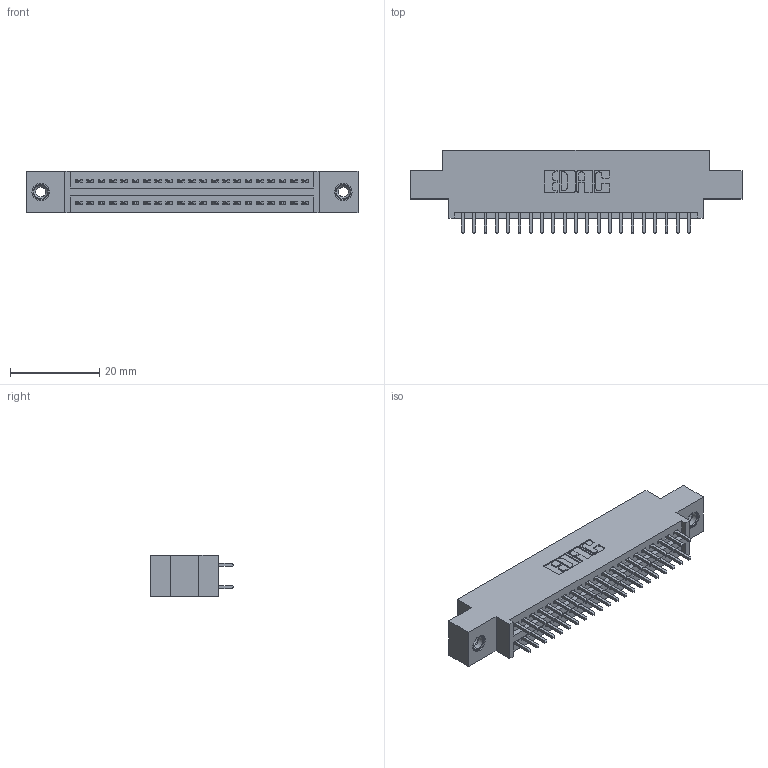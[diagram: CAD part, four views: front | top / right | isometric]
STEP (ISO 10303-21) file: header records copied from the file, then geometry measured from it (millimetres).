
FILE_DESCRIPTION (( 'STEP AP203' ), '1' );
FILE_NAME ('395-042-521-808.STEP', '2018-11-15T08:19:22', ( '' ), ( '' ), 'SwSTEP 2.0', 'SolidWorks 2016', '' );
FILE_SCHEMA (( 'CONFIG_CONTROL_DESIGN' ));
Length unit declared in the file: inch
Products named in the file (4): 345-292-001_345-293-121; 345 Part_0.170 Offset - 0.156 Dia-TI; 345-250-001_345-250-003-102; 395-042-521-808
Assembly tree (45 placements, depth 2):
  395-042-521-808
    345 Part_0.170 Offset - 0.156 Dia-TI
    345-292-001_345-293-121  x42
    345-250-001_345-250-003-102  x2
Bounding box: 74.55 x 18.72 x 9.4 mm (x, y, z)
Volume: 6909.8 mm3; surface area: 9852.4 mm2
Topology: 45 solids, 45 shells, 2290 faces, 6747 edges, 4434 vertices
Faces by surface type: plane 1502, cylinder 772, cone 12, torus 4
Entity records: 20640 total; most frequent: CARTESIAN_POINT 3463, ORIENTED_EDGE 3390, DIRECTION 3105, EDGE_CURVE 1695, LINE 1459, VECTOR 1459, VERTEX_POINT 1124, AXIS2_PLACEMENT_3D 823
